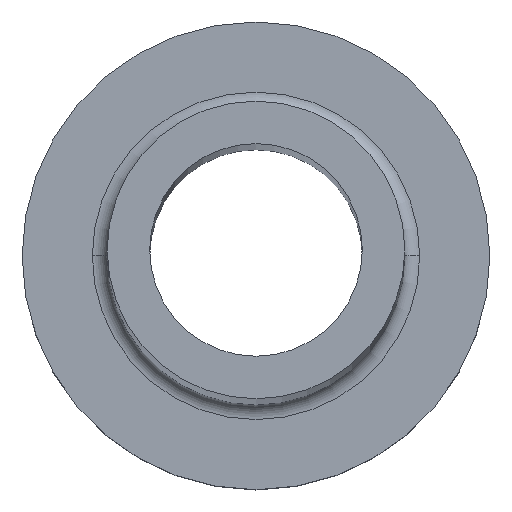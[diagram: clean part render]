
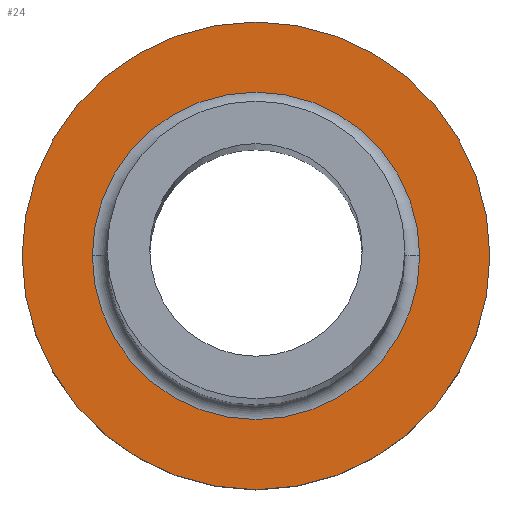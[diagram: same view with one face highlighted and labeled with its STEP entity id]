
A CAD part, top view. The second image highlights one B-rep face of the part: STEP entity #24.
In plain terms, the highlighted planar face has unit normal (0, 0, 1).
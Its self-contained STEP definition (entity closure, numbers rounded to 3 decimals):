
#13 = CARTESIAN_POINT ( 'NONE',  ( -11., 0., 7. ) ) ;
#15 = DIRECTION ( 'NONE',  ( 0., 0., -1. ) ) ;
#24 = ADVANCED_FACE ( 'NONE', ( #329, #294 ), #258, .T. ) ;
#34 = CIRCLE ( 'NONE', #244, 11. ) ;
#40 = AXIS2_PLACEMENT_3D ( 'NONE', #124, #279, #183 ) ;
#51 = VERTEX_POINT ( 'NONE', #296 ) ;
#69 = DIRECTION ( 'NONE',  ( 0., 0., 1. ) ) ;
#80 = EDGE_CURVE ( 'NONE', #337, #146, #108, .T. ) ;
#83 = VERTEX_POINT ( 'NONE', #264 ) ;
#106 = CARTESIAN_POINT ( 'NONE',  ( 0., 0., 7. ) ) ;
#108 = CIRCLE ( 'NONE', #148, 11. ) ;
#109 = CARTESIAN_POINT ( 'NONE',  ( 11., 0., 7. ) ) ;
#111 = EDGE_LOOP ( 'NONE', ( #190, #239 ) ) ;
#123 = EDGE_CURVE ( 'NONE', #51, #83, #173, .T. ) ;
#124 = CARTESIAN_POINT ( 'NONE',  ( 0., 0., 7. ) ) ;
#146 = VERTEX_POINT ( 'NONE', #13 ) ;
#148 = AXIS2_PLACEMENT_3D ( 'NONE', #261, #69, #305 ) ;
#152 = DIRECTION ( 'NONE',  ( 1., 0., 0. ) ) ;
#154 = EDGE_CURVE ( 'NONE', #146, #337, #34, .T. ) ;
#164 = EDGE_LOOP ( 'NONE', ( #298, #252 ) ) ;
#173 = CIRCLE ( 'NONE', #192, 7.7 ) ;
#174 = DIRECTION ( 'NONE',  ( 1., 0., 0. ) ) ;
#183 = DIRECTION ( 'NONE',  ( 1., 0., 0. ) ) ;
#190 = ORIENTED_EDGE ( 'NONE', *, *, #191, .T. ) ;
#191 = EDGE_CURVE ( 'NONE', #83, #51, #360, .T. ) ;
#192 = AXIS2_PLACEMENT_3D ( 'NONE', #216, #15, #277 ) ;
#210 = AXIS2_PLACEMENT_3D ( 'NONE', #106, #220, #174 ) ;
#211 = CARTESIAN_POINT ( 'NONE',  ( 0., 0., 7. ) ) ;
#216 = CARTESIAN_POINT ( 'NONE',  ( 0., 0., 7. ) ) ;
#220 = DIRECTION ( 'NONE',  ( 0., 0., 1. ) ) ;
#239 = ORIENTED_EDGE ( 'NONE', *, *, #123, .T. ) ;
#244 = AXIS2_PLACEMENT_3D ( 'NONE', #211, #343, #152 ) ;
#252 = ORIENTED_EDGE ( 'NONE', *, *, #80, .T. ) ;
#258 = PLANE ( 'NONE',  #210 ) ;
#261 = CARTESIAN_POINT ( 'NONE',  ( 0., 0., 7. ) ) ;
#264 = CARTESIAN_POINT ( 'NONE',  ( 7.7, 0., 7. ) ) ;
#277 = DIRECTION ( 'NONE',  ( 1., 0., 0. ) ) ;
#279 = DIRECTION ( 'NONE',  ( 0., 0., -1. ) ) ;
#294 = FACE_OUTER_BOUND ( 'NONE', #164, .T. ) ;
#296 = CARTESIAN_POINT ( 'NONE',  ( -7.7, 0., 7. ) ) ;
#298 = ORIENTED_EDGE ( 'NONE', *, *, #154, .T. ) ;
#305 = DIRECTION ( 'NONE',  ( 1., 0., 0. ) ) ;
#329 = FACE_BOUND ( 'NONE', #111, .T. ) ;
#337 = VERTEX_POINT ( 'NONE', #109 ) ;
#343 = DIRECTION ( 'NONE',  ( 0., 0., 1. ) ) ;
#360 = CIRCLE ( 'NONE', #40, 7.7 ) ;
